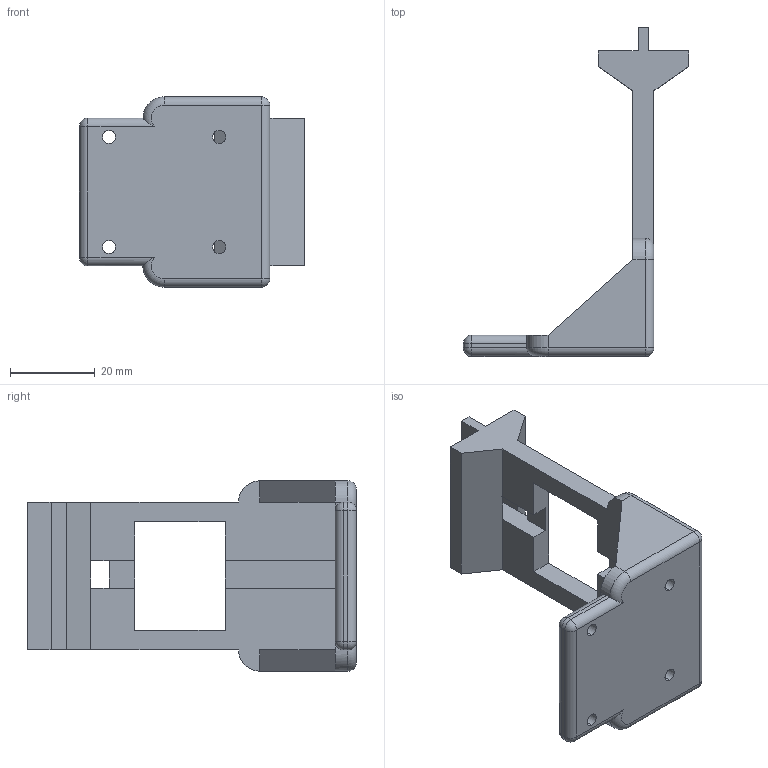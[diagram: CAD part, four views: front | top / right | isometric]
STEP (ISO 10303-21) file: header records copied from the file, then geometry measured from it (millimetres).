
FILE_DESCRIPTION (( 'STEP AP214' ), '1' );
FILE_NAME ('StepperHolder_Last.STEP', '2016-05-29T14:22:41', ( '' ), ( '' ), 'SwSTEP 2.0', 'SolidWorks 2010', '' );
FILE_SCHEMA (( 'AUTOMOTIVE_DESIGN' ));
Length unit declared in the file: millimetre
Products named in the file (1): StepperHolder_Last
Bounding box: 53.18 x 77.65 x 44.93 mm (x, y, z)
Volume: 23789.1 mm3; surface area: 12097.8 mm2
Topology: 1 solids, 1 shells, 75 faces, 201 edges, 119 vertices
Faces by surface type: plane 39, cylinder 26, sphere 6, torus 4
Entity records: 2366 total; most frequent: CARTESIAN_POINT 448, DIRECTION 396, ORIENTED_EDGE 390, EDGE_CURVE 195, VECTOR 138, LINE 138, AXIS2_PLACEMENT_3D 129, VERTEX_POINT 119
